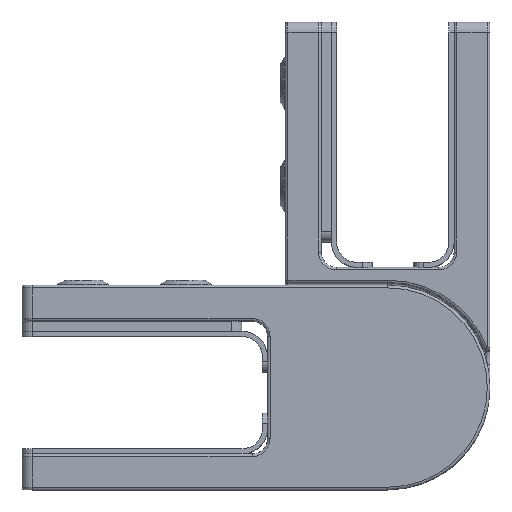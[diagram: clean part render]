
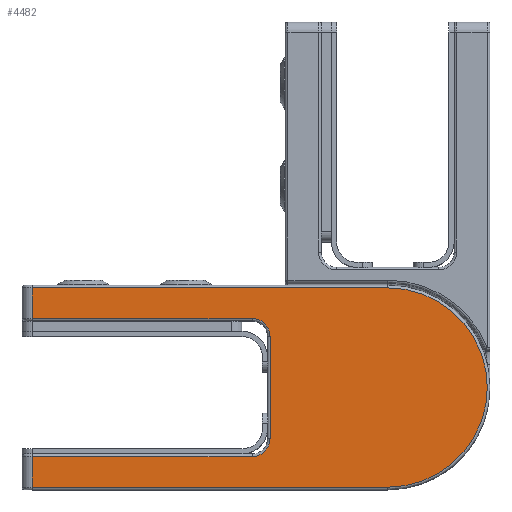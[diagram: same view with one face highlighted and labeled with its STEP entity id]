
A CAD part, top view. The second image highlights one B-rep face of the part: STEP entity #4482.
In plain terms, the highlighted planar face has unit normal (0, 0, 1).
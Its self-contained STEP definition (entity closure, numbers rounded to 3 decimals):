
#5 = LINE ( 'NONE', #4288, #6483 ) ;
#131 = AXIS2_PLACEMENT_3D ( 'NONE', #7601, #7510, #4773 ) ;
#175 = VERTEX_POINT ( 'NONE', #8222 ) ;
#202 = EDGE_CURVE ( 'NONE', #1532, #713, #372, .T. ) ;
#353 = DIRECTION ( 'NONE',  ( -1., 0., 0. ) ) ;
#372 = LINE ( 'NONE', #4025, #8593 ) ;
#381 = ORIENTED_EDGE ( 'NONE', *, *, #202, .T. ) ;
#407 = AXIS2_PLACEMENT_3D ( 'NONE', #8550, #8648, #927 ) ;
#615 = CARTESIAN_POINT ( 'NONE',  ( -46., -13.5, 25. ) ) ;
#684 = CARTESIAN_POINT ( 'NONE',  ( 0.5, -10., 25. ) ) ;
#713 = VERTEX_POINT ( 'NONE', #615 ) ;
#728 = VERTEX_POINT ( 'NONE', #7666 ) ;
#739 = EDGE_CURVE ( 'NONE', #175, #728, #7390, .T. ) ;
#907 = LINE ( 'NONE', #2050, #7590 ) ;
#908 = EDGE_CURVE ( 'NONE', #8569, #946, #1236, .T. ) ;
#924 = VERTEX_POINT ( 'NONE', #8011 ) ;
#927 = DIRECTION ( 'NONE',  ( -1., 0., 0. ) ) ;
#946 = VERTEX_POINT ( 'NONE', #974 ) ;
#964 = EDGE_CURVE ( 'NONE', #7065, #1532, #4079, .T. ) ;
#970 = VERTEX_POINT ( 'NONE', #7145 ) ;
#974 = CARTESIAN_POINT ( 'NONE',  ( 0.5, 10., 25. ) ) ;
#1035 = ORIENTED_EDGE ( 'NONE', *, *, #2666, .T. ) ;
#1146 = CARTESIAN_POINT ( 'NONE',  ( -3., 10., 25. ) ) ;
#1155 = ORIENTED_EDGE ( 'NONE', *, *, #1224, .T. ) ;
#1224 = EDGE_CURVE ( 'NONE', #4751, #8569, #2445, .T. ) ;
#1236 = CIRCLE ( 'NONE', #6407, 3.5 ) ;
#1246 = DIRECTION ( 'NONE',  ( -1., 0., 0. ) ) ;
#1532 = VERTEX_POINT ( 'NONE', #7963 ) ;
#1623 = DIRECTION ( 'NONE',  ( 0., 0., -1. ) ) ;
#1626 = ORIENTED_EDGE ( 'NONE', *, *, #908, .T. ) ;
#1722 = DIRECTION ( 'NONE',  ( 0., -1., 0. ) ) ;
#1985 = CARTESIAN_POINT ( 'NONE',  ( -3., 13.5, 25. ) ) ;
#2050 = CARTESIAN_POINT ( 'NONE',  ( -46., 10., 25. ) ) ;
#2445 = LINE ( 'NONE', #5507, #7823 ) ;
#2666 = EDGE_CURVE ( 'NONE', #970, #175, #4304, .T. ) ;
#2729 = DIRECTION ( 'NONE',  ( 1., 0., 0. ) ) ;
#2851 = CARTESIAN_POINT ( 'NONE',  ( -3., -19.5, 25. ) ) ;
#2865 = EDGE_CURVE ( 'NONE', #713, #924, #5, .T. ) ;
#2899 = ORIENTED_EDGE ( 'NONE', *, *, #739, .T. ) ;
#2926 = EDGE_CURVE ( 'NONE', #924, #970, #8770, .T. ) ;
#2967 = VECTOR ( 'NONE', #1722, 1000. ) ;
#2979 = VECTOR ( 'NONE', #8441, 1000. ) ;
#3113 = FACE_OUTER_BOUND ( 'NONE', #4592, .T. ) ;
#3261 = ORIENTED_EDGE ( 'NONE', *, *, #3728, .T. ) ;
#3502 = DIRECTION ( 'NONE',  ( -1., 0., 0. ) ) ;
#3585 = ORIENTED_EDGE ( 'NONE', *, *, #964, .T. ) ;
#3728 = EDGE_CURVE ( 'NONE', #946, #7065, #5470, .T. ) ;
#4025 = CARTESIAN_POINT ( 'NONE',  ( -3., -13.5, 25. ) ) ;
#4079 = CIRCLE ( 'NONE', #407, 3.5 ) ;
#4145 = EDGE_CURVE ( 'NONE', #728, #4751, #907, .T. ) ;
#4288 = CARTESIAN_POINT ( 'NONE',  ( -46., 10., 25. ) ) ;
#4304 = CIRCLE ( 'NONE', #131, 19.5 ) ;
#4482 = ADVANCED_FACE ( 'NONE', ( #3113 ), #8062, .F. ) ;
#4592 = EDGE_LOOP ( 'NONE', ( #5790, #1155, #1626, #3261, #3585, #381, #6273, #6998, #1035, #2899 ) ) ;
#4751 = VERTEX_POINT ( 'NONE', #7771 ) ;
#4773 = DIRECTION ( 'NONE',  ( -1., 0., 0. ) ) ;
#4876 = AXIS2_PLACEMENT_3D ( 'NONE', #1146, #5363, #7406 ) ;
#5363 = DIRECTION ( 'NONE',  ( 0., 0., -1. ) ) ;
#5470 = LINE ( 'NONE', #7434, #2967 ) ;
#5507 = CARTESIAN_POINT ( 'NONE',  ( -3., 13.5, 25. ) ) ;
#5790 = ORIENTED_EDGE ( 'NONE', *, *, #4145, .T. ) ;
#6273 = ORIENTED_EDGE ( 'NONE', *, *, #2865, .T. ) ;
#6407 = AXIS2_PLACEMENT_3D ( 'NONE', #8745, #1623, #353 ) ;
#6483 = VECTOR ( 'NONE', #6980, 1000. ) ;
#6980 = DIRECTION ( 'NONE',  ( 0., -1., 0. ) ) ;
#6998 = ORIENTED_EDGE ( 'NONE', *, *, #2926, .T. ) ;
#7065 = VERTEX_POINT ( 'NONE', #684 ) ;
#7145 = CARTESIAN_POINT ( 'NONE',  ( 23.5, -19.5, 25. ) ) ;
#7390 = LINE ( 'NONE', #9058, #8902 ) ;
#7406 = DIRECTION ( 'NONE',  ( -1., 0., 0. ) ) ;
#7434 = CARTESIAN_POINT ( 'NONE',  ( 0.5, 10., 25. ) ) ;
#7510 = DIRECTION ( 'NONE',  ( 0., 0., 1. ) ) ;
#7590 = VECTOR ( 'NONE', #7687, 1000. ) ;
#7601 = CARTESIAN_POINT ( 'NONE',  ( 23.5, 0., 25. ) ) ;
#7666 = CARTESIAN_POINT ( 'NONE',  ( -46., 19.5, 25. ) ) ;
#7687 = DIRECTION ( 'NONE',  ( 0., -1., 0. ) ) ;
#7771 = CARTESIAN_POINT ( 'NONE',  ( -46., 13.5, 25. ) ) ;
#7823 = VECTOR ( 'NONE', #2729, 1000. ) ;
#7963 = CARTESIAN_POINT ( 'NONE',  ( -3., -13.5, 25. ) ) ;
#8011 = CARTESIAN_POINT ( 'NONE',  ( -46., -19.5, 25. ) ) ;
#8062 = PLANE ( 'NONE',  #4876 ) ;
#8222 = CARTESIAN_POINT ( 'NONE',  ( 23.5, 19.5, 25. ) ) ;
#8441 = DIRECTION ( 'NONE',  ( 1., 0., 0. ) ) ;
#8550 = CARTESIAN_POINT ( 'NONE',  ( -3., -10., 25. ) ) ;
#8569 = VERTEX_POINT ( 'NONE', #1985 ) ;
#8593 = VECTOR ( 'NONE', #1246, 1000. ) ;
#8648 = DIRECTION ( 'NONE',  ( 0., 0., -1. ) ) ;
#8745 = CARTESIAN_POINT ( 'NONE',  ( -3., 10., 25. ) ) ;
#8770 = LINE ( 'NONE', #2851, #2979 ) ;
#8902 = VECTOR ( 'NONE', #3502, 1000. ) ;
#9058 = CARTESIAN_POINT ( 'NONE',  ( -3., 19.5, 25. ) ) ;
